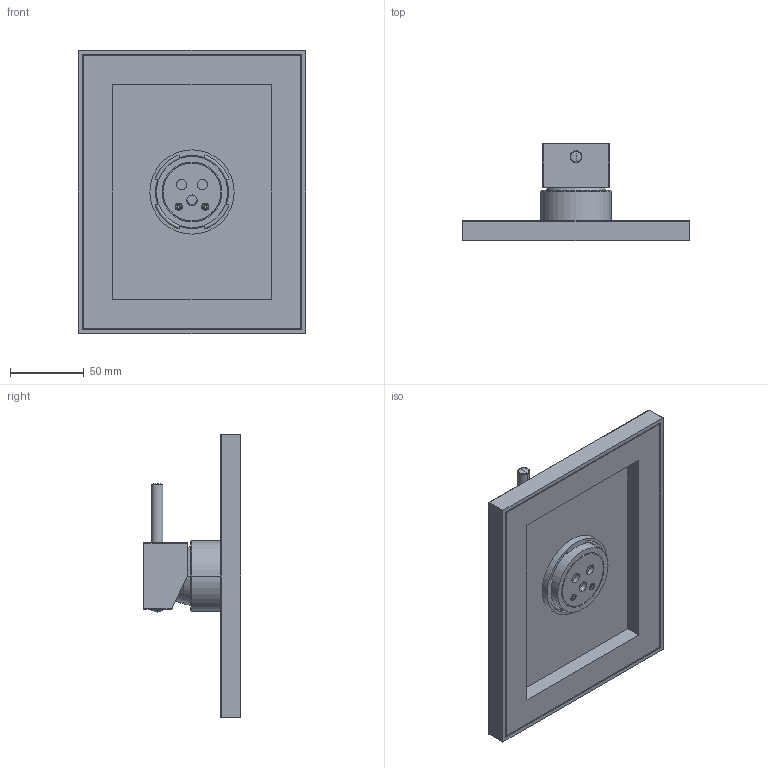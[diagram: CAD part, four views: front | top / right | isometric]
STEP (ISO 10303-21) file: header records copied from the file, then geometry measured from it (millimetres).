
FILE_DESCRIPTION((''),'2;1');
FILE_NAME('LEABOX010CR','2021-11-02T17:16:12',('ut3'),('PAFFONI SpA'),'CREO PARAMETRIC BY PTC INC, 2020044','CREO PARAMETRIC BY PTC INC, 2020044','');
FILE_SCHEMA(('CONFIG_CONTROL_DESIGN','SHAPE_APPEARANCE_LAYERS_GROUPS'));
Length unit declared in the file: millimetre
Products named in the file (1): LEABOX010CR
Bounding box: 154 x 66.1 x 192 mm (x, y, z)
Volume: 295627.8 mm3; surface area: 120777.6 mm2
Topology: 2 solids, 2 shells, 1039 faces, 2809 edges, 1784 vertices
Faces by surface type: plane 650, cylinder 247, torus 70, cone 52, sphere 18, bspline 2
Entity records: 42316 total; most frequent: CARTESIAN_POINT 8635, ORIENTED_EDGE 5594, DIRECTION 5256, EDGE_CURVE 2797, VERTEX_POINT 1784, AXIS2_PLACEMENT_3D 1778, VECTOR 1700, LINE 1700
